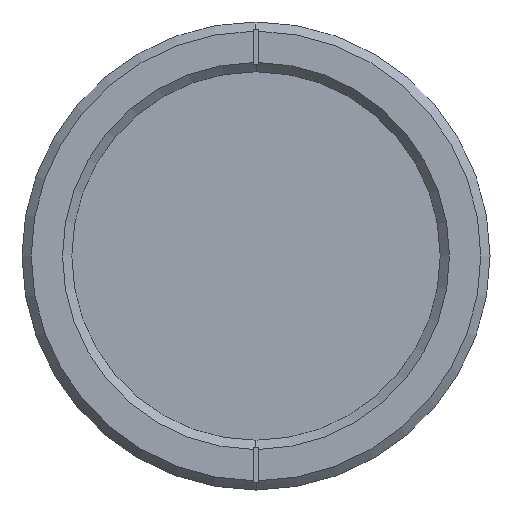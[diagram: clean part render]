
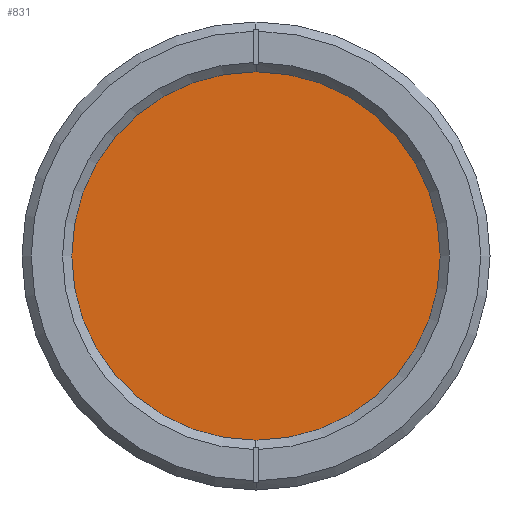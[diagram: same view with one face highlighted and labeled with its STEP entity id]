
A CAD part, left-side view. The second image highlights one B-rep face of the part: STEP entity #831.
In plain terms, the highlighted planar face has unit normal (-1, 0, 0).
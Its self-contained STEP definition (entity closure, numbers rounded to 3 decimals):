
#32 = CIRCLE ( 'NONE', #933, 11.187 ) ;
#94 = CIRCLE ( 'NONE', #567, 11.187 ) ;
#175 = CARTESIAN_POINT ( 'NONE',  ( 2.5, 0., 0. ) ) ;
#224 = CARTESIAN_POINT ( 'NONE',  ( 2.5, 0., -11.187 ) ) ;
#226 = CARTESIAN_POINT ( 'NONE',  ( 2.5, 0., 0. ) ) ;
#291 = DIRECTION ( 'NONE',  ( 1., 0., 0. ) ) ;
#298 = FACE_OUTER_BOUND ( 'NONE', #1214, .T. ) ;
#442 = EDGE_CURVE ( 'NONE', #616, #1348, #32, .T. ) ;
#499 = DIRECTION ( 'NONE',  ( 1., 0., 0. ) ) ;
#567 = AXIS2_PLACEMENT_3D ( 'NONE', #175, #291, #1096 ) ;
#616 = VERTEX_POINT ( 'NONE', #653 ) ;
#653 = CARTESIAN_POINT ( 'NONE',  ( 2.5, 0., 11.187 ) ) ;
#831 = ADVANCED_FACE ( 'NONE', ( #298 ), #943, .F. ) ;
#933 = AXIS2_PLACEMENT_3D ( 'NONE', #960, #1173, #1431 ) ;
#943 = PLANE ( 'NONE',  #1004 ) ;
#960 = CARTESIAN_POINT ( 'NONE',  ( 2.5, 0., 0. ) ) ;
#1004 = AXIS2_PLACEMENT_3D ( 'NONE', #226, #499, #1052 ) ;
#1010 = ORIENTED_EDGE ( 'NONE', *, *, #1150, .F. ) ;
#1052 = DIRECTION ( 'NONE',  ( 0., 0.697, 0.717 ) ) ;
#1096 = DIRECTION ( 'NONE',  ( 0., 0., -1. ) ) ;
#1150 = EDGE_CURVE ( 'NONE', #1348, #616, #94, .T. ) ;
#1173 = DIRECTION ( 'NONE',  ( 1., 0., 0. ) ) ;
#1214 = EDGE_LOOP ( 'NONE', ( #1010, #1405 ) ) ;
#1348 = VERTEX_POINT ( 'NONE', #224 ) ;
#1405 = ORIENTED_EDGE ( 'NONE', *, *, #442, .F. ) ;
#1431 = DIRECTION ( 'NONE',  ( 0., 0., -1. ) ) ;
